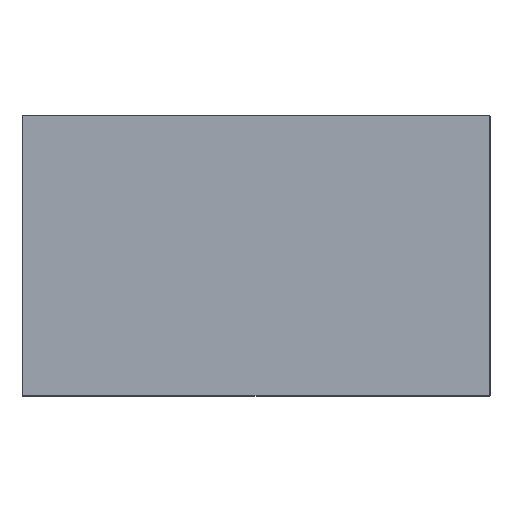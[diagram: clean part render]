
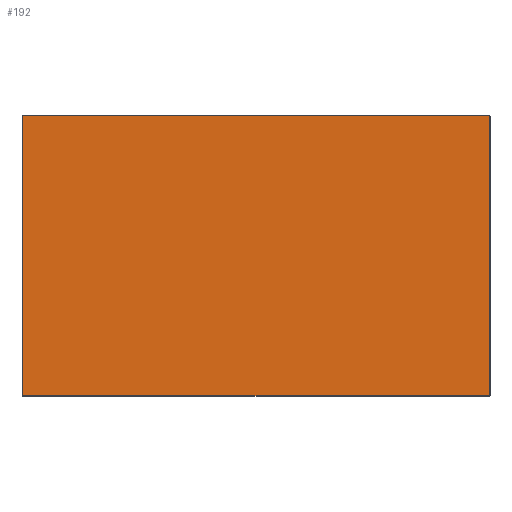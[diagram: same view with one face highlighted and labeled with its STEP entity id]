
A CAD part, top view. The second image highlights one B-rep face of the part: STEP entity #192.
In plain terms, the highlighted face is planar.
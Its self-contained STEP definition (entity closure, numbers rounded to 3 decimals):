
#192=ADVANCED_FACE('',(#265),#1130,.T.);
#265=FACE_OUTER_BOUND('',#338,.T.);
#338=EDGE_LOOP('',(#424,#425,#426,#427));
#424=ORIENTED_EDGE('',*,*,#718,.T.);
#425=ORIENTED_EDGE('',*,*,#728,.T.);
#426=ORIENTED_EDGE('',*,*,#729,.T.);
#427=ORIENTED_EDGE('',*,*,#730,.T.);
#718=EDGE_CURVE('',#1023,#1022,#886,.T.);
#728=EDGE_CURVE('',#1022,#1032,#896,.T.);
#729=EDGE_CURVE('',#1032,#1033,#897,.T.);
#730=EDGE_CURVE('',#1033,#1023,#898,.T.);
#886=B_SPLINE_CURVE_WITH_KNOTS('',1,(#1726,#1727),.UNSPECIFIED.,.F.,.F.,
(2,2),(-598.,0.),.UNSPECIFIED.);
#896=B_SPLINE_CURVE_WITH_KNOTS('',1,(#1746,#1747),.UNSPECIFIED.,.F.,.F.,
(2,2),(0.,359.),.UNSPECIFIED.);
#897=B_SPLINE_CURVE_WITH_KNOTS('',1,(#1748,#1749),.UNSPECIFIED.,.F.,.F.,
(2,2),(0.,598.),.UNSPECIFIED.);
#898=B_SPLINE_CURVE_WITH_KNOTS('',1,(#1750,#1751),.UNSPECIFIED.,.F.,.F.,
(2,2),(0.,359.),.UNSPECIFIED.);
#1022=VERTEX_POINT('',#1692);
#1023=VERTEX_POINT('',#1693);
#1032=VERTEX_POINT('',#1702);
#1033=VERTEX_POINT('',#1703);
#1130=PLANE('',#1312);
#1312=AXIS2_PLACEMENT_3D('',#1489,#1398,$);
#1398=DIRECTION('',(0.,1.,0.));
#1489=CARTESIAN_POINT('',(-358.8,50.,-215.9));
#1692=CARTESIAN_POINT('',(-299.,50.,-180.));
#1693=CARTESIAN_POINT('',(299.,50.,-180.));
#1702=CARTESIAN_POINT('',(-299.,50.,179.));
#1703=CARTESIAN_POINT('',(299.,50.,179.));
#1726=CARTESIAN_POINT('',(299.,50.,-180.));
#1727=CARTESIAN_POINT('',(-299.,50.,-180.));
#1746=CARTESIAN_POINT('',(-299.,50.,-180.));
#1747=CARTESIAN_POINT('',(-299.,50.,179.));
#1748=CARTESIAN_POINT('',(-299.,50.,179.));
#1749=CARTESIAN_POINT('',(299.,50.,179.));
#1750=CARTESIAN_POINT('',(299.,50.,179.));
#1751=CARTESIAN_POINT('',(299.,50.,-180.));
